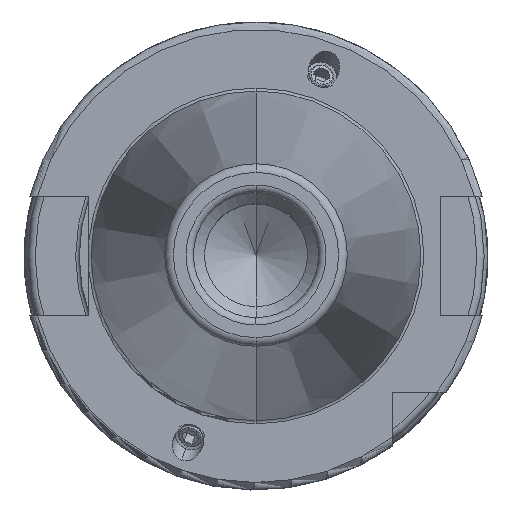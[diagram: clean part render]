
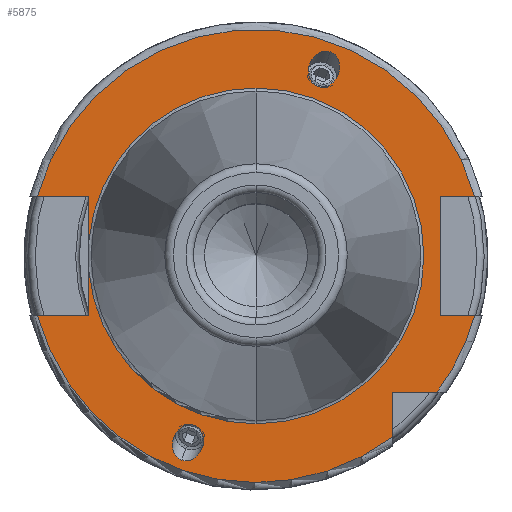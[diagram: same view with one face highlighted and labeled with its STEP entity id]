
A CAD part, top view. The second image highlights one B-rep face of the part: STEP entity #5875.
In plain terms, the highlighted planar face has unit normal (0, 0, 1).
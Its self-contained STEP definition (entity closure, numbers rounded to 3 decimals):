
#1089=CARTESIAN_POINT('',(0,0,15.9));
#1090=DIRECTION('',(0,0,1));
#1091=DIRECTION('',(0.965,0.262,0));
#1092=AXIS2_PLACEMENT_3D('',#1089,#1090,#1091);
#1140=CARTESIAN_POINT('',(0,0,15.9));
#1141=DIRECTION('',(0,0,1));
#1142=DIRECTION('',(-0.965,-0.262,0));
#1143=AXIS2_PLACEMENT_3D('',#1140,#1141,#1142);
#1156=DIRECTION('',(1,0,0));
#1157=VECTOR('',#1156,7.004);
#1158=CARTESIAN_POINT('',(-29.704,-8.05,15.9));
#1159=LINE('',#1158,#1157);
#1160=DIRECTION('',(0,1,0));
#1161=VECTOR('',#1160,5.917);
#1162=CARTESIAN_POINT('',(-22.7,-8.05,15.9));
#1163=LINE('',#1162,#1161);
#1164=DIRECTION('',(0,1,0));
#1165=VECTOR('',#1164,5.917);
#1166=CARTESIAN_POINT('',(-22.7,2.133,15.9));
#1167=LINE('',#1166,#1165);
#1168=DIRECTION('',(1,0,0));
#1169=VECTOR('',#1168,7.004);
#1170=CARTESIAN_POINT('',(-29.704,8.05,15.9));
#1171=LINE('',#1170,#1169);
#1172=DIRECTION('',(-1,0,0));
#1173=VECTOR('',#1172,4.704);
#1174=CARTESIAN_POINT('',(29.704,8.05,15.9));
#1175=LINE('',#1174,#1173);
#1176=DIRECTION('',(0,-1,0));
#1177=VECTOR('',#1176,16.1);
#1178=CARTESIAN_POINT('',(25,8.05,15.9));
#1179=LINE('',#1178,#1177);
#1180=DIRECTION('',(-1,0,0));
#1181=VECTOR('',#1180,4.704);
#1182=CARTESIAN_POINT('',(29.704,-8.05,15.9));
#1183=LINE('',#1182,#1181);
#1184=CARTESIAN_POINT('',(0,0,15.9));
#1185=DIRECTION('',(0,0,1));
#1186=DIRECTION('',(0.799,-0.601,0));
#1187=AXIS2_PLACEMENT_3D('',#1184,#1185,#1186);
#1189=DIRECTION('',(-1,0,0));
#1190=VECTOR('',#1189,6.094);
#1191=CARTESIAN_POINT('',(24.594,-18.5,15.9));
#1192=LINE('',#1191,#1190);
#1193=DIRECTION('',(0,1,0));
#1194=VECTOR('',#1193,6.094);
#1195=CARTESIAN_POINT('',(18.5,-24.594,15.9));
#1196=LINE('',#1195,#1194);
#1197=CARTESIAN_POINT('',(10.09,27.723,15.9));
#1198=CARTESIAN_POINT('',(9.863,27.806,15.9));
#1199=CARTESIAN_POINT('',(9.337,27.884,15.9));
#1200=CARTESIAN_POINT('',(8.455,27.594,15.9));
#1201=CARTESIAN_POINT('',(7.834,27.033,15.9));
#1202=CARTESIAN_POINT('',(7.483,26.49,15.9));
#1203=CARTESIAN_POINT('',(7.298,26.077,15.9));
#1204=CARTESIAN_POINT('',(7.174,25.641,15.9));
#1205=CARTESIAN_POINT('',(7.094,25.,15.9));
#1206=CARTESIAN_POINT('',(7.208,24.17,15.9));
#1207=CARTESIAN_POINT('',(7.698,23.381,15.9));
#1208=CARTESIAN_POINT('',(8.152,23.103,15.9));
#1209=CARTESIAN_POINT('',(8.379,23.02,15.9));
#1211=CARTESIAN_POINT('',(8.379,23.02,15.9));
#1212=CARTESIAN_POINT('',(8.606,22.937,15.9));
#1213=CARTESIAN_POINT('',(9.133,22.859,15.9));
#1214=CARTESIAN_POINT('',(10.014,23.149,15.9));
#1215=CARTESIAN_POINT('',(10.635,23.711,15.9));
#1216=CARTESIAN_POINT('',(10.986,24.253,15.9));
#1217=CARTESIAN_POINT('',(11.171,24.667,15.9));
#1218=CARTESIAN_POINT('',(11.295,25.103,15.9));
#1219=CARTESIAN_POINT('',(11.375,25.744,15.9));
#1220=CARTESIAN_POINT('',(11.261,26.573,15.9));
#1221=CARTESIAN_POINT('',(10.771,27.362,15.9));
#1222=CARTESIAN_POINT('',(10.318,27.641,15.9));
#1223=CARTESIAN_POINT('',(10.09,27.723,15.9));
#1225=CARTESIAN_POINT('',(-10.09,-27.723,15.9));
#1226=CARTESIAN_POINT('',(-10.318,-27.641,15.9));
#1227=CARTESIAN_POINT('',(-10.771,-27.362,15.9));
#1228=CARTESIAN_POINT('',(-11.261,-26.573,15.9));
#1229=CARTESIAN_POINT('',(-11.375,-25.744,15.9));
#1230=CARTESIAN_POINT('',(-11.295,-25.103,15.9));
#1231=CARTESIAN_POINT('',(-11.171,-24.667,15.9));
#1232=CARTESIAN_POINT('',(-10.986,-24.253,15.9));
#1233=CARTESIAN_POINT('',(-10.635,-23.711,15.9));
#1234=CARTESIAN_POINT('',(-10.014,-23.149,15.9));
#1235=CARTESIAN_POINT('',(-9.133,-22.859,15.9));
#1236=CARTESIAN_POINT('',(-8.606,-22.937,15.9));
#1237=CARTESIAN_POINT('',(-8.379,-23.02,15.9));
#1239=CARTESIAN_POINT('',(-8.379,-23.02,15.9));
#1240=CARTESIAN_POINT('',(-8.152,-23.103,15.9));
#1241=CARTESIAN_POINT('',(-7.698,-23.381,15.9));
#1242=CARTESIAN_POINT('',(-7.208,-24.17,15.9));
#1243=CARTESIAN_POINT('',(-7.094,-25.,15.9));
#1244=CARTESIAN_POINT('',(-7.174,-25.641,15.9));
#1245=CARTESIAN_POINT('',(-7.298,-26.077,15.9));
#1246=CARTESIAN_POINT('',(-7.483,-26.49,15.9));
#1247=CARTESIAN_POINT('',(-7.834,-27.033,15.9));
#1248=CARTESIAN_POINT('',(-8.455,-27.594,15.9));
#1249=CARTESIAN_POINT('',(-9.337,-27.884,15.9));
#1250=CARTESIAN_POINT('',(-9.863,-27.806,15.9));
#1251=CARTESIAN_POINT('',(-10.09,-27.723,15.9));
#1263=CARTESIAN_POINT('',(0,0,15.9));
#1264=DIRECTION('',(0,0,1));
#1265=DIRECTION('',(0,1,0));
#1266=AXIS2_PLACEMENT_3D('',#1263,#1264,#1265);
#1278=CARTESIAN_POINT('',(0,0,15.9));
#1279=DIRECTION('',(0,0,1));
#1280=DIRECTION('',(-0.996,-0.094,0));
#1281=AXIS2_PLACEMENT_3D('',#1278,#1279,#1280);
#1283=CARTESIAN_POINT('',(0,0,15.9));
#1284=DIRECTION('',(0,0,-1));
#1285=DIRECTION('',(0,1,0));
#1286=AXIS2_PLACEMENT_3D('',#1283,#1284,#1285);
#4090=CARTESIAN_POINT('',(0,22.8,15.9));
#4092=VERTEX_POINT('',#4090);
#4114=CARTESIAN_POINT('',(0,-22.8,15.9));
#4116=VERTEX_POINT('',#4114);
#4262=CARTESIAN_POINT('',(-29.704,-8.05,15.9));
#4263=CARTESIAN_POINT('',(-22.7,-8.05,15.9));
#4264=VERTEX_POINT('',#4262);
#4265=VERTEX_POINT('',#4263);
#4266=CARTESIAN_POINT('',(-22.7,-2.133,15.9));
#4267=VERTEX_POINT('',#4266);
#4268=CARTESIAN_POINT('',(-22.7,2.133,15.9));
#4269=CARTESIAN_POINT('',(-22.7,8.05,15.9));
#4270=VERTEX_POINT('',#4268);
#4271=VERTEX_POINT('',#4269);
#4272=CARTESIAN_POINT('',(-29.704,8.05,15.9));
#4273=VERTEX_POINT('',#4272);
#4274=CARTESIAN_POINT('',(25,8.05,15.9));
#4275=CARTESIAN_POINT('',(25,-8.05,15.9));
#4276=VERTEX_POINT('',#4274);
#4277=VERTEX_POINT('',#4275);
#4278=CARTESIAN_POINT('',(29.704,-8.05,15.9));
#4279=VERTEX_POINT('',#4278);
#4280=CARTESIAN_POINT('',(29.704,8.05,15.9));
#4281=VERTEX_POINT('',#4280);
#4282=CARTESIAN_POINT('',(18.5,-24.594,15.9));
#4283=CARTESIAN_POINT('',(18.5,-18.5,15.9));
#4284=VERTEX_POINT('',#4282);
#4285=VERTEX_POINT('',#4283);
#4286=CARTESIAN_POINT('',(24.594,-18.5,15.9));
#4287=VERTEX_POINT('',#4286);
#4380=VERTEX_POINT('',#1197);
#4381=VERTEX_POINT('',#1209);
#4435=CARTESIAN_POINT('',(-10.09,-27.723,15.9));
#4437=VERTEX_POINT('',#4435);
#4442=CARTESIAN_POINT('',(-8.379,-23.02,15.9));
#4443=VERTEX_POINT('',#4442);
#5835=CARTESIAN_POINT('',(0,0,15.9));
#5836=DIRECTION('',(0,0,-1));
#5837=DIRECTION('',(0,-1,0));
#5838=AXIS2_PLACEMENT_3D('',#5835,#5836,#5837);
#5839=PLANE('',#5838);
#5841=ORIENTED_EDGE('',*,*,#5840,.T.);
#5842=ORIENTED_EDGE('',*,*,#5066,.T.);
#5844=ORIENTED_EDGE('',*,*,#5843,.T.);
#5846=ORIENTED_EDGE('',*,*,#5845,.F.);
#5848=ORIENTED_EDGE('',*,*,#5847,.T.);
#5849=ORIENTED_EDGE('',*,*,#5062,.T.);
#5850=ORIENTED_EDGE('',*,*,#5102,.F.);
#5851=ORIENTED_EDGE('',*,*,#5812,.F.);
#5853=ORIENTED_EDGE('',*,*,#5852,.T.);
#5855=ORIENTED_EDGE('',*,*,#5854,.T.);
#5856=ORIENTED_EDGE('',*,*,#5179,.F.);
#5857=ORIENTED_EDGE('',*,*,#5802,.F.);
#5858=ORIENTED_EDGE('',*,*,#5237,.T.);
#5859=ORIENTED_EDGE('',*,*,#5288,.F.);
#5860=ORIENTED_EDGE('',*,*,#5829,.F.);
#5861=EDGE_LOOP('',(#5841,#5842,#5844,#5846,#5848,#5849,#5850,#5851,#5853,#5855,
#5856,#5857,#5858,#5859,#5860));
#5862=FACE_OUTER_BOUND('',#5861,.F.);
#5864=ORIENTED_EDGE('',*,*,#5863,.T.);
#5866=ORIENTED_EDGE('',*,*,#5865,.T.);
#5867=EDGE_LOOP('',(#5864,#5866));
#5868=FACE_BOUND('',#5867,.F.);
#5870=ORIENTED_EDGE('',*,*,#5869,.F.);
#5872=ORIENTED_EDGE('',*,*,#5871,.F.);
#5873=EDGE_LOOP('',(#5870,#5872));
#5874=FACE_BOUND('',#5873,.F.);
#5875=ADVANCED_FACE('',(#5862,#5868,#5874),#5839,.F.);
#1093=CIRCLE('',#1092,30.775);
#1144=CIRCLE('',#1143,30.775);
#1188=CIRCLE('',#1187,30.775);
#1210=B_SPLINE_CURVE_WITH_KNOTS('',3,(#1197,#1198,#1199,#1200,#1201,#1202,#1203,
#1204,#1205,#1206,#1207,#1208,#1209),.UNSPECIFIED.,.F.,.F.,(4,1,1,1,1,1,1,1,1,1,
4),(0,0.125,0.25,0.375,0.438,0.5,0.563,0.625,0.75,0.875,
1.0),.UNSPECIFIED.);
#1224=B_SPLINE_CURVE_WITH_KNOTS('',3,(#1211,#1212,#1213,#1214,#1215,#1216,#1217,
#1218,#1219,#1220,#1221,#1222,#1223),.UNSPECIFIED.,.F.,.F.,(4,1,1,1,1,1,1,1,1,1,
4),(0,0.125,0.25,0.375,0.438,0.5,0.563,0.625,0.75,0.875,
1.0),.UNSPECIFIED.);
#1238=B_SPLINE_CURVE_WITH_KNOTS('',3,(#1225,#1226,#1227,#1228,#1229,#1230,#1231,
#1232,#1233,#1234,#1235,#1236,#1237),.UNSPECIFIED.,.F.,.F.,(4,1,1,1,1,1,1,1,1,1,
4),(0,0.125,0.25,0.375,0.438,0.5,0.563,0.625,0.75,0.875,
1.0),.UNSPECIFIED.);
#1252=B_SPLINE_CURVE_WITH_KNOTS('',3,(#1239,#1240,#1241,#1242,#1243,#1244,#1245,
#1246,#1247,#1248,#1249,#1250,#1251),.UNSPECIFIED.,.F.,.F.,(4,1,1,1,1,1,1,1,1,1,
4),(0,0.125,0.25,0.375,0.438,0.5,0.563,0.625,0.75,0.875,
1.0),.UNSPECIFIED.);
#1267=CIRCLE('',#1266,22.8);
#1282=CIRCLE('',#1281,22.8);
#1287=CIRCLE('',#1286,22.8);
#5062=EDGE_CURVE('',#4270,#4271,#1167,.T.);
#5066=EDGE_CURVE('',#4265,#4267,#1163,.T.);
#5102=EDGE_CURVE('',#4273,#4271,#1171,.T.);
#5179=EDGE_CURVE('',#4279,#4277,#1183,.T.);
#5237=EDGE_CURVE('',#4287,#4285,#1192,.T.);
#5288=EDGE_CURVE('',#4284,#4285,#1196,.T.);
#5802=EDGE_CURVE('',#4287,#4279,#1188,.T.);
#5812=EDGE_CURVE('',#4281,#4273,#1093,.T.);
#5829=EDGE_CURVE('',#4264,#4284,#1144,.T.);
#5840=EDGE_CURVE('',#4264,#4265,#1159,.T.);
#5843=EDGE_CURVE('',#4267,#4116,#1282,.T.);
#5845=EDGE_CURVE('',#4092,#4116,#1287,.T.);
#5847=EDGE_CURVE('',#4092,#4270,#1267,.T.);
#5852=EDGE_CURVE('',#4281,#4276,#1175,.T.);
#5854=EDGE_CURVE('',#4276,#4277,#1179,.T.);
#5863=EDGE_CURVE('',#4380,#4381,#1210,.T.);
#5865=EDGE_CURVE('',#4381,#4380,#1224,.T.);
#5869=EDGE_CURVE('',#4437,#4443,#1238,.T.);
#5871=EDGE_CURVE('',#4443,#4437,#1252,.T.);
